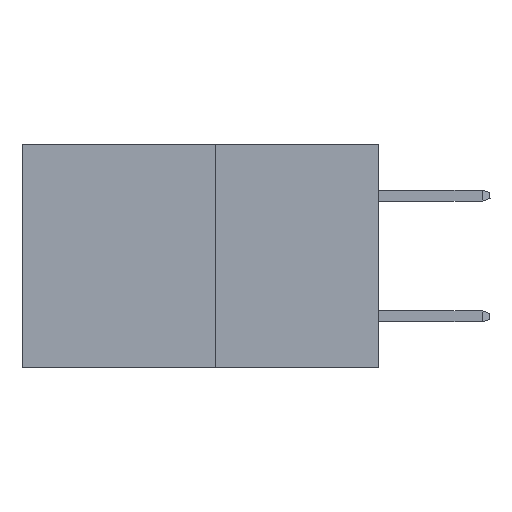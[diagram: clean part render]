
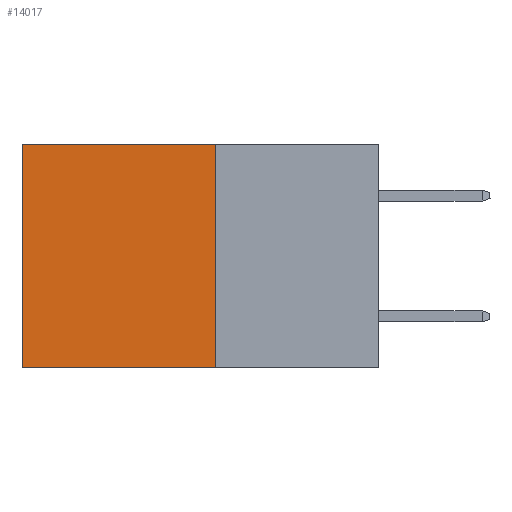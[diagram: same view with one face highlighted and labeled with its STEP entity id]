
A CAD part, left-side view. The second image highlights one B-rep face of the part: STEP entity #14017.
In plain terms, the highlighted planar face has unit normal (-1, 0, 0).
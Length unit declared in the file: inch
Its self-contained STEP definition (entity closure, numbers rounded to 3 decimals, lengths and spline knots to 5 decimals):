
#445 = DIRECTION ( 'NONE',  ( 0., 0., -1. ) ) ;
#476 = AXIS2_PLACEMENT_3D ( 'NONE', #15260, #5446, #16914 ) ;
#3757 = CARTESIAN_POINT ( 'NONE',  ( 0.277, 0.27, -0.37 ) ) ;
#3912 = EDGE_CURVE ( 'NONE', #21018, #20114, #19776, .T. ) ;
#4108 = EDGE_CURVE ( 'NONE', #20114, #7612, #8558, .T. ) ;
#5446 = DIRECTION ( 'NONE',  ( 1., 0., 0. ) ) ;
#5728 = DIRECTION ( 'NONE',  ( 0., 0., -1. ) ) ;
#5976 = DIRECTION ( 'NONE',  ( 0., 1., 0. ) ) ;
#6051 = CARTESIAN_POINT ( 'NONE',  ( 0.277, 0.27, 0. ) ) ;
#7612 = VERTEX_POINT ( 'NONE', #10422 ) ;
#8088 = VECTOR ( 'NONE', #20208, 39.37008 ) ;
#8558 = LINE ( 'NONE', #20977, #20513 ) ;
#8572 = LINE ( 'NONE', #8767, #8088 ) ;
#8767 = CARTESIAN_POINT ( 'NONE',  ( 0.277, 0.27, -0.37 ) ) ;
#10305 = ORIENTED_EDGE ( 'NONE', *, *, #4108, .T. ) ;
#10422 = CARTESIAN_POINT ( 'NONE',  ( 0.277, 0.59, -0.37 ) ) ;
#10765 = LINE ( 'NONE', #20222, #19422 ) ;
#10911 = EDGE_LOOP ( 'NONE', ( #10305, #17465, #16257, #11557 ) ) ;
#11557 = ORIENTED_EDGE ( 'NONE', *, *, #3912, .T. ) ;
#12089 = CARTESIAN_POINT ( 'NONE',  ( 0.277, 0.27, 0. ) ) ;
#14017 = ADVANCED_FACE ( 'NONE', ( #18277 ), #20066, .F. ) ;
#14078 = EDGE_CURVE ( 'NONE', #14701, #7612, #8572, .T. ) ;
#14701 = VERTEX_POINT ( 'NONE', #3757 ) ;
#15260 = CARTESIAN_POINT ( 'NONE',  ( 0.277, 0.27, -0.37 ) ) ;
#15630 = CARTESIAN_POINT ( 'NONE',  ( 0.277, 0.59, 0. ) ) ;
#15983 = VECTOR ( 'NONE', #5976, 39.37008 ) ;
#16257 = ORIENTED_EDGE ( 'NONE', *, *, #20012, .F. ) ;
#16914 = DIRECTION ( 'NONE',  ( 0., 0., -1. ) ) ;
#17465 = ORIENTED_EDGE ( 'NONE', *, *, #14078, .F. ) ;
#18277 = FACE_OUTER_BOUND ( 'NONE', #10911, .T. ) ;
#19422 = VECTOR ( 'NONE', #445, 39.37008 ) ;
#19776 = LINE ( 'NONE', #6051, #15983 ) ;
#20012 = EDGE_CURVE ( 'NONE', #21018, #14701, #10765, .T. ) ;
#20066 = PLANE ( 'NONE',  #476 ) ;
#20114 = VERTEX_POINT ( 'NONE', #15630 ) ;
#20208 = DIRECTION ( 'NONE',  ( 0., 1., 0. ) ) ;
#20222 = CARTESIAN_POINT ( 'NONE',  ( 0.277, 0.27, -0.37 ) ) ;
#20513 = VECTOR ( 'NONE', #5728, 39.37008 ) ;
#20977 = CARTESIAN_POINT ( 'NONE',  ( 0.277, 0.59, -0.37 ) ) ;
#21018 = VERTEX_POINT ( 'NONE', #12089 ) ;
